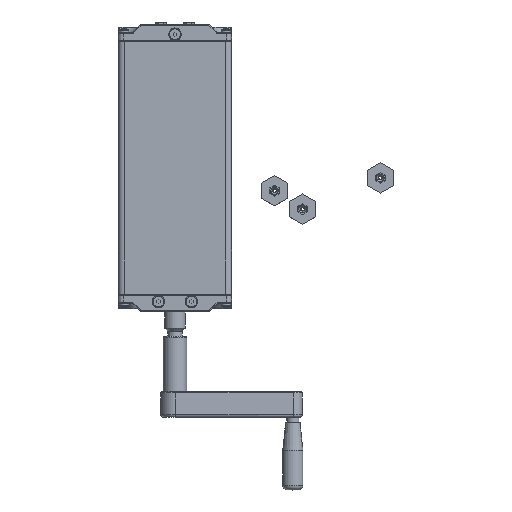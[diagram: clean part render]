
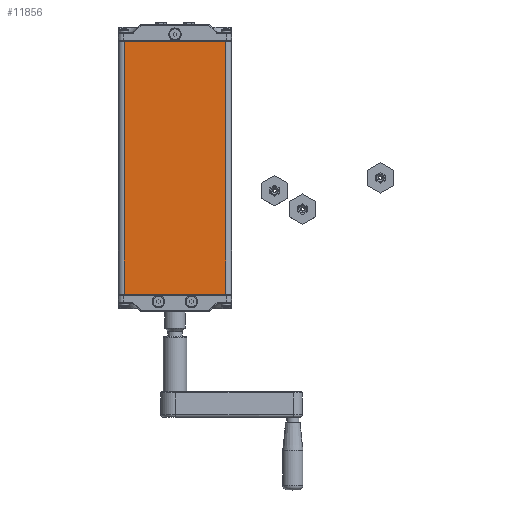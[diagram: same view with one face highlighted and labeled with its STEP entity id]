
A CAD part, top view. The second image highlights one B-rep face of the part: STEP entity #11856.
In plain terms, the highlighted planar face has unit normal (0, 0, 1).
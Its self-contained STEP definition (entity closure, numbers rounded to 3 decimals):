
#1781=FACE_OUTER_BOUND('',#2567,.T.);
#2567=EDGE_LOOP('',(#8015,#8016,#8017,#8018));
#3422=LINE('',#18795,#4291);
#3423=LINE('',#18797,#4292);
#3424=LINE('',#18799,#4293);
#3425=LINE('',#18800,#4294);
#4291=VECTOR('',#14696,267.5);
#4292=VECTOR('',#14697,108.);
#4293=VECTOR('',#14698,267.5);
#4294=VECTOR('',#14699,108.);
#5160=VERTEX_POINT('',#18793);
#5161=VERTEX_POINT('',#18794);
#5162=VERTEX_POINT('',#18796);
#5163=VERTEX_POINT('',#18798);
#6223=EDGE_CURVE('',#5160,#5161,#3422,.F.);
#6224=EDGE_CURVE('',#5161,#5162,#3423,.T.);
#6225=EDGE_CURVE('',#5162,#5163,#3424,.T.);
#6226=EDGE_CURVE('',#5163,#5160,#3425,.F.);
#8015=ORIENTED_EDGE('',*,*,#6223,.T.);
#8016=ORIENTED_EDGE('',*,*,#6224,.T.);
#8017=ORIENTED_EDGE('',*,*,#6225,.T.);
#8018=ORIENTED_EDGE('',*,*,#6226,.T.);
#11599=PLANE('',#13075);
#11856=ADVANCED_FACE('',(#1781),#11599,.T.);
#13075=AXIS2_PLACEMENT_3D('',#18792,#14694,#14695);
#14694=DIRECTION('center_axis',(0.,0.,1.));
#14695=DIRECTION('ref_axis',(1.,0.,0.));
#14696=DIRECTION('',(0.,-1.,0.));
#14697=DIRECTION('',(-1.,0.,0.));
#14698=DIRECTION('',(0.,-1.,0.));
#14699=DIRECTION('',(-1.,0.,0.));
#18792=CARTESIAN_POINT('Origin',(60.,268.5,30.));
#18793=CARTESIAN_POINT('',(54.,0.5,30.));
#18794=CARTESIAN_POINT('',(54.,268.,30.));
#18795=CARTESIAN_POINT('',(54.,268.,30.));
#18796=CARTESIAN_POINT('',(-54.,268.,30.));
#18797=CARTESIAN_POINT('',(54.,268.,30.));
#18798=CARTESIAN_POINT('',(-54.,0.5,30.));
#18799=CARTESIAN_POINT('',(-54.,268.,30.));
#18800=CARTESIAN_POINT('',(54.,0.5,30.));
